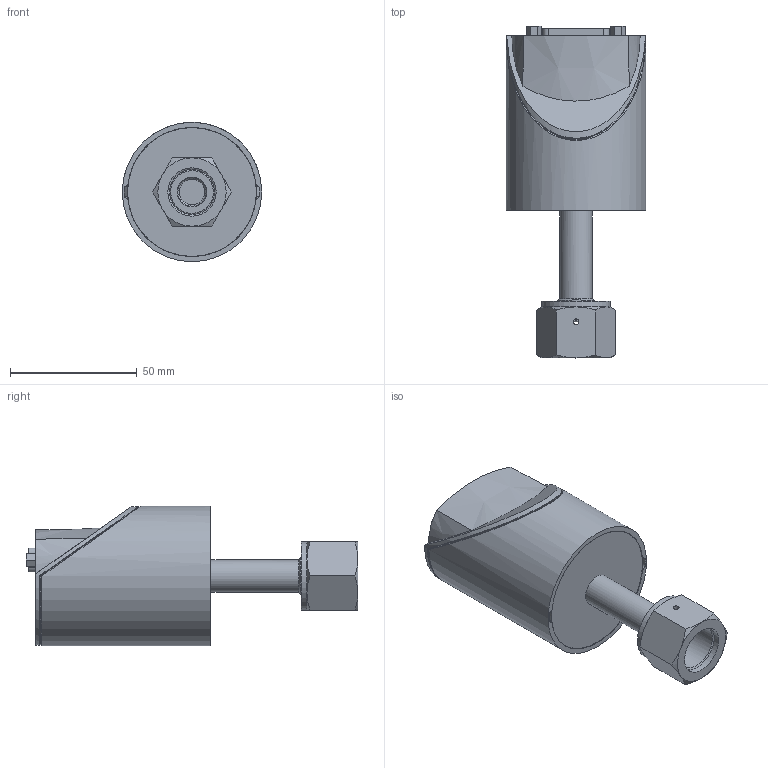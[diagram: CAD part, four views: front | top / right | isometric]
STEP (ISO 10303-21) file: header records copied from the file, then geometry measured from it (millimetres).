
FILE_DESCRIPTION((''),'2;1');
FILE_NAME('MCDG025D-S_8VCR.stp','2006-04-06T13:08:37',('GELH'),(''),'Autodesk Inventor 10','Autodesk Inventor 10','');
FILE_SCHEMA(('AUTOMOTIVE_DESIGN { 1 0 10303 214 1 1 1 1 }'));
Length unit declared in the file: millimetre
Products named in the file (1): MCDG025D-S_8VCR
Bounding box: 55 x 131.02 x 55 mm (x, y, z)
Volume: 89762.1 mm3; surface area: 66155.4 mm2
Topology: 16 solids, 16 shells, 895 faces, 2376 edges, 1551 vertices
Faces by surface type: plane 422, cylinder 204, bspline 191, cone 54, sphere 15, torus 9
Full cylindrical faces by diameter (mm): 0.3 x8, 0.8 x15, 1.3 x2, 2 x2, 2.286 x2, 2.6 x3, 2.8 x3, 2.845 x2, 2.9 x3, 3 x2, 3.2 x7, 3.242 x1, 3.3 x1, 3.4 x3, 4.3 x1, 4.5 x2, 5.4 x1, 6.6 x3, 6.7 x1, 7 x1, 9.6 x1, 10.16 x2, 10.6 x1, 10.99 x1, 11 x2, 12.7 x1, 12.8 x1, 14.46 x1, 14.7 x1, 15.494 x1
Entity records: 33392 total; most frequent: CARTESIAN_POINT 13267, ORIENTED_EDGE 4252, DIRECTION 3674, EDGE_CURVE 2126, VERTEX_POINT 1478, AXIS2_PLACEMENT_3D 1289, EDGE_LOOP 1154, VECTOR 1096
